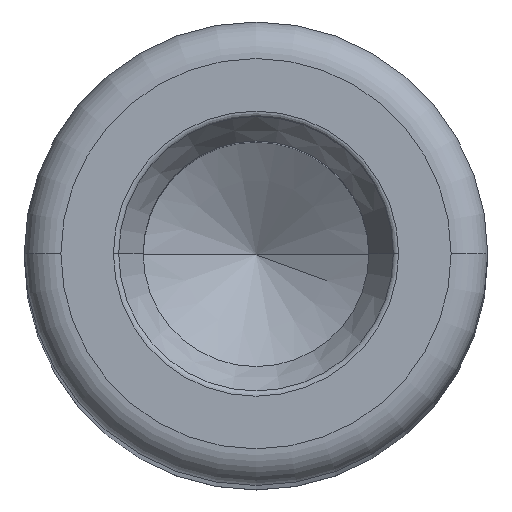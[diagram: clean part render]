
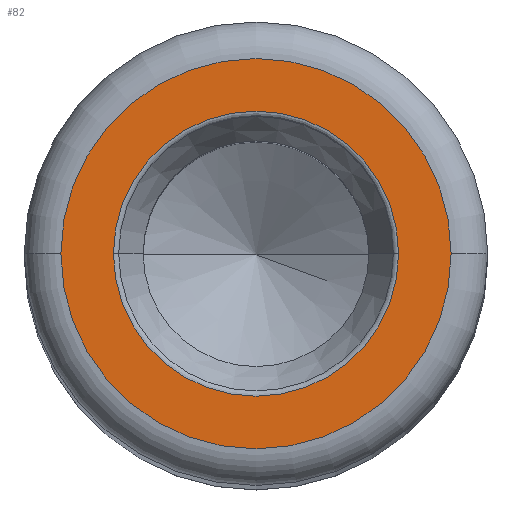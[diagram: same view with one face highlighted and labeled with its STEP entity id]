
A CAD part, top view. The second image highlights one B-rep face of the part: STEP entity #82.
In plain terms, the highlighted planar face has unit normal (0, 0, 1).
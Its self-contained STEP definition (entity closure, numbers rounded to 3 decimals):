
#3 = AXIS2_PLACEMENT_3D ( 'NONE', #447, #677, #682 ) ;
#9 = EDGE_CURVE ( 'NONE', #717, #170, #387, .T. ) ;
#16 = DIRECTION ( 'NONE',  ( 1., 0., 0. ) ) ;
#20 = CIRCLE ( 'NONE', #3, 11.689 ) ;
#27 = EDGE_LOOP ( 'NONE', ( #729, #643 ) ) ;
#31 = AXIS2_PLACEMENT_3D ( 'NONE', #95, #687, #401 ) ;
#37 = ORIENTED_EDGE ( 'NONE', *, *, #251, .T. ) ;
#77 = CARTESIAN_POINT ( 'NONE',  ( -16., 0., 220. ) ) ;
#82 = ADVANCED_FACE ( 'NONE', ( #185, #744 ), #84, .T. ) ;
#84 = PLANE ( 'NONE',  #381 ) ;
#95 = CARTESIAN_POINT ( 'NONE',  ( 0., 0., 220. ) ) ;
#120 = EDGE_CURVE ( 'NONE', #170, #717, #676, .T. ) ;
#134 = CIRCLE ( 'NONE', #31, 11.689 ) ;
#155 = VERTEX_POINT ( 'NONE', #672 ) ;
#166 = DIRECTION ( 'NONE',  ( 0., 0., 1. ) ) ;
#170 = VERTEX_POINT ( 'NONE', #77 ) ;
#177 = CARTESIAN_POINT ( 'NONE',  ( 16., 0., 220. ) ) ;
#185 = FACE_BOUND ( 'NONE', #284, .T. ) ;
#227 = DIRECTION ( 'NONE',  ( 1., 0., 0. ) ) ;
#251 = EDGE_CURVE ( 'NONE', #155, #430, #20, .T. ) ;
#263 = DIRECTION ( 'NONE',  ( 1., 0., 0. ) ) ;
#284 = EDGE_LOOP ( 'NONE', ( #299, #37 ) ) ;
#299 = ORIENTED_EDGE ( 'NONE', *, *, #391, .T. ) ;
#313 = CARTESIAN_POINT ( 'NONE',  ( 0., 0., 220. ) ) ;
#364 = CARTESIAN_POINT ( 'NONE',  ( 0., 0., 220. ) ) ;
#374 = DIRECTION ( 'NONE',  ( 0., 0., 1. ) ) ;
#381 = AXIS2_PLACEMENT_3D ( 'NONE', #313, #545, #263 ) ;
#387 = CIRCLE ( 'NONE', #563, 16. ) ;
#391 = EDGE_CURVE ( 'NONE', #430, #155, #134, .T. ) ;
#401 = DIRECTION ( 'NONE',  ( 1., 0., 0. ) ) ;
#430 = VERTEX_POINT ( 'NONE', #457 ) ;
#447 = CARTESIAN_POINT ( 'NONE',  ( 0., 0., 220. ) ) ;
#457 = CARTESIAN_POINT ( 'NONE',  ( 11.689, 0., 220. ) ) ;
#472 = CARTESIAN_POINT ( 'NONE',  ( 0., 0., 220. ) ) ;
#527 = AXIS2_PLACEMENT_3D ( 'NONE', #364, #374, #16 ) ;
#545 = DIRECTION ( 'NONE',  ( 0., 0., 1. ) ) ;
#563 = AXIS2_PLACEMENT_3D ( 'NONE', #472, #166, #227 ) ;
#643 = ORIENTED_EDGE ( 'NONE', *, *, #120, .T. ) ;
#672 = CARTESIAN_POINT ( 'NONE',  ( -11.689, 0., 220. ) ) ;
#676 = CIRCLE ( 'NONE', #527, 16. ) ;
#677 = DIRECTION ( 'NONE',  ( 0., 0., -1. ) ) ;
#682 = DIRECTION ( 'NONE',  ( 1., 0., 0. ) ) ;
#687 = DIRECTION ( 'NONE',  ( 0., 0., -1. ) ) ;
#717 = VERTEX_POINT ( 'NONE', #177 ) ;
#729 = ORIENTED_EDGE ( 'NONE', *, *, #9, .T. ) ;
#744 = FACE_OUTER_BOUND ( 'NONE', #27, .T. ) ;
